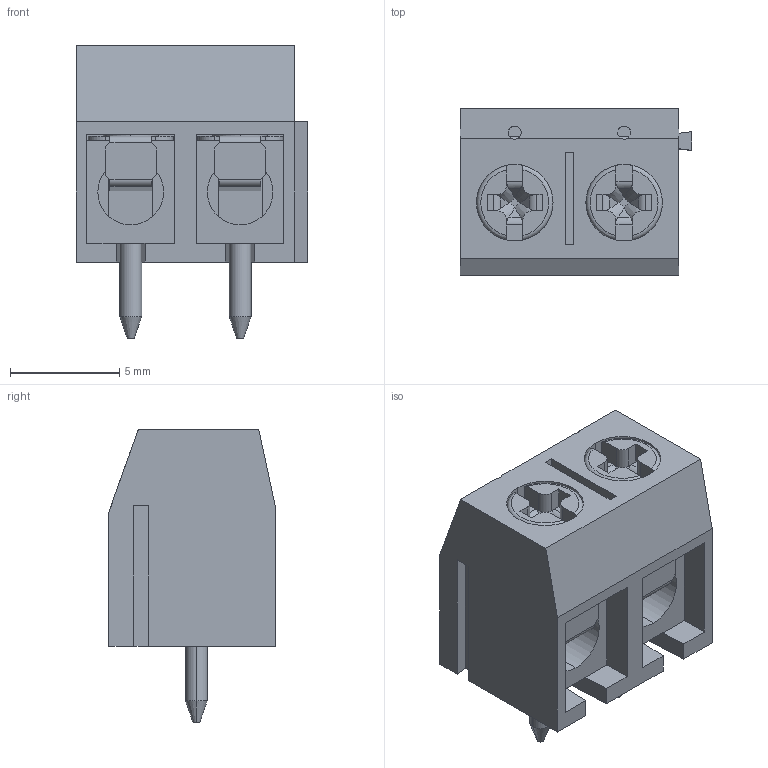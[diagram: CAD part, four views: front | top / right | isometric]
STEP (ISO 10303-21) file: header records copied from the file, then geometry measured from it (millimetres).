
FILE_DESCRIPTION (( 'STEP AP214' ), '1' );
FILE_NAME ('Download_STP_691102710002 (rev1).STEP', '2025-03-28T08:29:32', ( '' ), ( '' ), 'SwSTEP 2.0', 'SolidWorks 2021', '' );
FILE_SCHEMA (( 'AUTOMOTIVE_DESIGN' ));
Length unit declared in the file: millimetre
Products named in the file (1): Download_STP_691102710002 (rev1)
Bounding box: 10.6 x 7.6 x 13.4 mm (x, y, z)
Volume: 533.6 mm3; surface area: 1362.4 mm2
Topology: 7 solids, 7 shells, 509 faces, 1377 edges, 902 vertices
Faces by surface type: plane 291, bspline 98, cylinder 84, cone 28, torus 8
Entity records: 20116 total; most frequent: CARTESIAN_POINT 4839, ORIENTED_EDGE 2754, DIRECTION 2141, EDGE_CURVE 1377, VERTEX_POINT 902, VECTOR 893, LINE 893, AXIS2_PLACEMENT_3D 624
